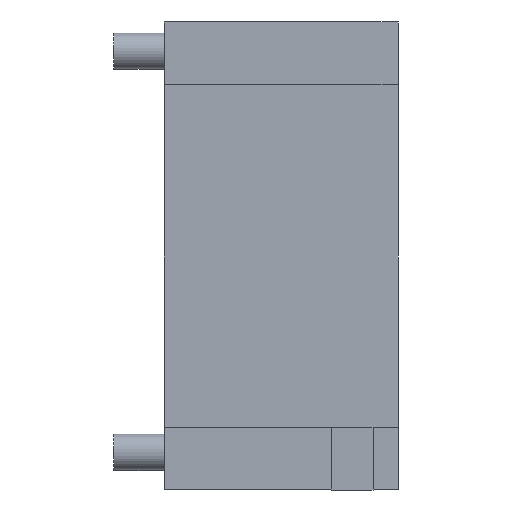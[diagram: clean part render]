
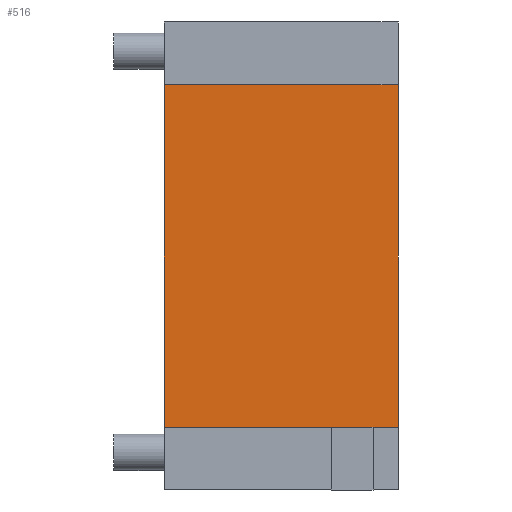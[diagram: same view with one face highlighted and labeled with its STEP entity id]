
A CAD part, front view. The second image highlights one B-rep face of the part: STEP entity #516.
In plain terms, the highlighted planar face has unit normal (0, -1, 0).
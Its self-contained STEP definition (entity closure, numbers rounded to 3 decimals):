
#42=PLANE('',#582);
#74=FACE_OUTER_BOUND('',#112,.T.);
#112=EDGE_LOOP('',(#470,#471,#472,#473));
#143=LINE('',#845,#191);
#155=LINE('',#869,#203);
#159=LINE('',#876,#207);
#162=LINE('',#880,#210);
#191=VECTOR('',#699,10.);
#203=VECTOR('',#719,10.);
#207=VECTOR('',#727,10.);
#210=VECTOR('',#732,10.);
#264=VERTEX_POINT('',#842);
#265=VERTEX_POINT('',#844);
#273=VERTEX_POINT('',#867);
#274=VERTEX_POINT('',#875);
#323=EDGE_CURVE('',#265,#264,#143,.T.);
#335=EDGE_CURVE('',#273,#264,#155,.T.);
#339=EDGE_CURVE('',#274,#265,#159,.T.);
#342=EDGE_CURVE('',#274,#273,#162,.T.);
#470=ORIENTED_EDGE('',*,*,#339,.T.);
#471=ORIENTED_EDGE('',*,*,#323,.T.);
#472=ORIENTED_EDGE('',*,*,#335,.F.);
#473=ORIENTED_EDGE('',*,*,#342,.F.);
#516=ADVANCED_FACE('',(#74),#42,.T.);
#582=AXIS2_PLACEMENT_3D('',#881,#733,#734);
#699=DIRECTION('',(1.,0.,0.));
#719=DIRECTION('',(0.,0.,-1.));
#727=DIRECTION('',(0.,0.,-1.));
#732=DIRECTION('',(1.,0.,0.));
#733=DIRECTION('center_axis',(0.,-1.,0.));
#734=DIRECTION('ref_axis',(0.,0.,-1.));
#842=CARTESIAN_POINT('',(28.,10.5,-20.5));
#844=CARTESIAN_POINT('',(0.,10.5,-20.5));
#845=CARTESIAN_POINT('',(0.,10.5,-20.5));
#867=CARTESIAN_POINT('',(28.,10.5,20.5));
#869=CARTESIAN_POINT('',(28.,10.5,-20.5));
#875=CARTESIAN_POINT('',(0.,10.5,20.5));
#876=CARTESIAN_POINT('',(0.,10.5,-20.5));
#880=CARTESIAN_POINT('',(0.,10.5,20.5));
#881=CARTESIAN_POINT('Origin',(0.,10.5,20.5));
